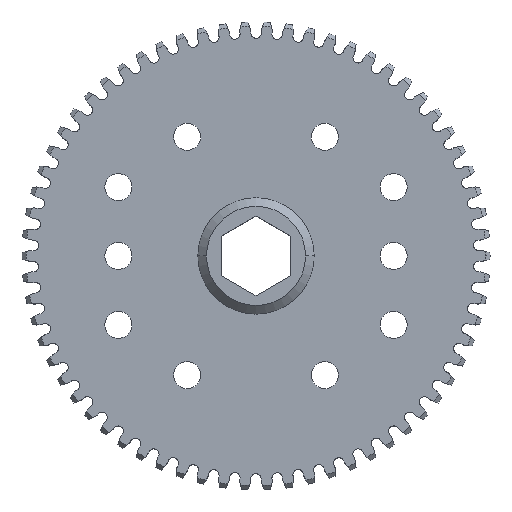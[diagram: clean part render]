
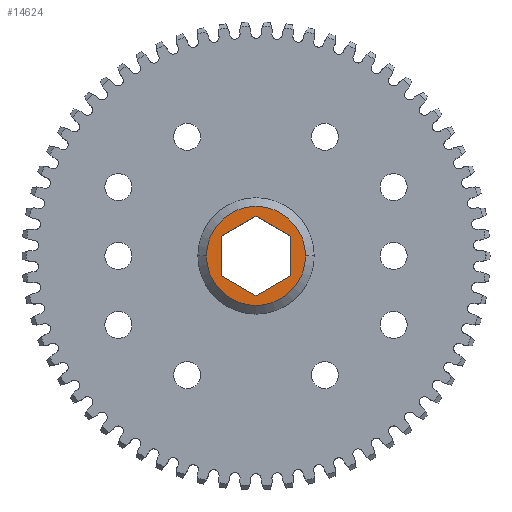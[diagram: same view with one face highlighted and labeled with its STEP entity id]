
A CAD part, top view. The second image highlights one B-rep face of the part: STEP entity #14624.
In plain terms, the highlighted planar face has unit normal (0, 0, 1).
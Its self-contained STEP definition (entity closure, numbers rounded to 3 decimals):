
#973 = LINE ( 'NONE', #20906, #17713 ) ;
#2871 = CARTESIAN_POINT ( 'NONE',  ( 0., 0., 6.35 ) ) ;
#2979 = LINE ( 'NONE', #13112, #14846 ) ;
#3580 = CARTESIAN_POINT ( 'NONE',  ( 0., -7.332, 6.35 ) ) ;
#3938 = VERTEX_POINT ( 'NONE', #28749 ) ;
#4332 = ORIENTED_EDGE ( 'NONE', *, *, #24573, .F. ) ;
#4772 = VERTEX_POINT ( 'NONE', #23925 ) ;
#4862 = CARTESIAN_POINT ( 'NONE',  ( -3.175, -5.499, 6.35 ) ) ;
#4967 = EDGE_LOOP ( 'NONE', ( #30229, #12609, #7540, #4332, #26743, #31150 ) ) ;
#5115 = DIRECTION ( 'NONE',  ( -1., 0., 0. ) ) ;
#5296 = CARTESIAN_POINT ( 'NONE',  ( 6.35, 3.666, 6.35 ) ) ;
#5367 = FACE_OUTER_BOUND ( 'NONE', #7349, .T. ) ;
#5426 = LINE ( 'NONE', #25321, #20763 ) ;
#5430 = VECTOR ( 'NONE', #12996, 1000. ) ;
#5927 = AXIS2_PLACEMENT_3D ( 'NONE', #23820, #19181, #26641 ) ;
#6874 = DIRECTION ( 'NONE',  ( -0.866, -0.5, 0. ) ) ;
#7091 = EDGE_CURVE ( 'NONE', #30905, #3938, #16430, .T. ) ;
#7349 = EDGE_LOOP ( 'NONE', ( #28538, #20338 ) ) ;
#7540 = ORIENTED_EDGE ( 'NONE', *, *, #18474, .F. ) ;
#7601 = AXIS2_PLACEMENT_3D ( 'NONE', #2871, #12994, #23111 ) ;
#9944 = DIRECTION ( 'NONE',  ( 0., 1., 0. ) ) ;
#11430 = DIRECTION ( 'NONE',  ( 0.866, 0.5, 0. ) ) ;
#11666 = EDGE_CURVE ( 'NONE', #13638, #4772, #5426, .T. ) ;
#12609 = ORIENTED_EDGE ( 'NONE', *, *, #11666, .F. ) ;
#12994 = DIRECTION ( 'NONE',  ( 0., 0., 1. ) ) ;
#12996 = DIRECTION ( 'NONE',  ( 0.866, -0.5, 0. ) ) ;
#13112 = CARTESIAN_POINT ( 'NONE',  ( 6.35, 0., 6.35 ) ) ;
#13638 = VERTEX_POINT ( 'NONE', #23713 ) ;
#14095 = CARTESIAN_POINT ( 'NONE',  ( -9.144, 0., 6.35 ) ) ;
#14266 = EDGE_CURVE ( 'NONE', #24600, #15350, #23438, .T. ) ;
#14511 = CARTESIAN_POINT ( 'NONE',  ( 9.144, 0., 6.35 ) ) ;
#14624 = ADVANCED_FACE ( 'NONE', ( #15981, #5367 ), #25607, .T. ) ;
#14846 = VECTOR ( 'NONE', #9944, 1000. ) ;
#15308 = CIRCLE ( 'NONE', #16926, 9.144 ) ;
#15350 = VERTEX_POINT ( 'NONE', #14511 ) ;
#15709 = DIRECTION ( 'NONE',  ( 0., -1., 0. ) ) ;
#15981 = FACE_BOUND ( 'NONE', #4967, .T. ) ;
#16430 = LINE ( 'NONE', #19252, #23266 ) ;
#16926 = AXIS2_PLACEMENT_3D ( 'NONE', #20554, #31020, #5115 ) ;
#17713 = VECTOR ( 'NONE', #21240, 1000. ) ;
#18474 = EDGE_CURVE ( 'NONE', #20955, #13638, #29616, .T. ) ;
#19181 = DIRECTION ( 'NONE',  ( 0., 0., -1. ) ) ;
#19252 = CARTESIAN_POINT ( 'NONE',  ( 3.175, -5.499, 6.35 ) ) ;
#19396 = EDGE_CURVE ( 'NONE', #15350, #24600, #15308, .T. ) ;
#19663 = CARTESIAN_POINT ( 'NONE',  ( -3.175, 5.499, 6.35 ) ) ;
#20338 = ORIENTED_EDGE ( 'NONE', *, *, #19396, .F. ) ;
#20366 = VERTEX_POINT ( 'NONE', #5296 ) ;
#20554 = CARTESIAN_POINT ( 'NONE',  ( 0., 0., 6.35 ) ) ;
#20763 = VECTOR ( 'NONE', #15709, 1000. ) ;
#20906 = CARTESIAN_POINT ( 'NONE',  ( 3.175, 5.499, 6.35 ) ) ;
#20955 = VERTEX_POINT ( 'NONE', #20978 ) ;
#20978 = CARTESIAN_POINT ( 'NONE',  ( 0., 7.332, 6.35 ) ) ;
#21240 = DIRECTION ( 'NONE',  ( -0.866, 0.5, 0. ) ) ;
#22858 = VECTOR ( 'NONE', #6874, 1000. ) ;
#22955 = LINE ( 'NONE', #4862, #5430 ) ;
#23111 = DIRECTION ( 'NONE',  ( 1., 0., 0. ) ) ;
#23266 = VECTOR ( 'NONE', #11430, 1000. ) ;
#23438 = CIRCLE ( 'NONE', #5927, 9.144 ) ;
#23713 = CARTESIAN_POINT ( 'NONE',  ( -6.35, 3.666, 6.35 ) ) ;
#23820 = CARTESIAN_POINT ( 'NONE',  ( 0., 0., 6.35 ) ) ;
#23925 = CARTESIAN_POINT ( 'NONE',  ( -6.35, -3.666, 6.35 ) ) ;
#24573 = EDGE_CURVE ( 'NONE', #20366, #20955, #973, .T. ) ;
#24600 = VERTEX_POINT ( 'NONE', #14095 ) ;
#25321 = CARTESIAN_POINT ( 'NONE',  ( -6.35, 0., 6.35 ) ) ;
#25607 = PLANE ( 'NONE',  #7601 ) ;
#26361 = EDGE_CURVE ( 'NONE', #3938, #20366, #2979, .T. ) ;
#26641 = DIRECTION ( 'NONE',  ( -1., 0., 0. ) ) ;
#26743 = ORIENTED_EDGE ( 'NONE', *, *, #26361, .F. ) ;
#28538 = ORIENTED_EDGE ( 'NONE', *, *, #14266, .F. ) ;
#28749 = CARTESIAN_POINT ( 'NONE',  ( 6.35, -3.666, 6.35 ) ) ;
#29616 = LINE ( 'NONE', #19663, #22858 ) ;
#30128 = EDGE_CURVE ( 'NONE', #4772, #30905, #22955, .T. ) ;
#30229 = ORIENTED_EDGE ( 'NONE', *, *, #30128, .F. ) ;
#30905 = VERTEX_POINT ( 'NONE', #3580 ) ;
#31020 = DIRECTION ( 'NONE',  ( 0., 0., -1. ) ) ;
#31150 = ORIENTED_EDGE ( 'NONE', *, *, #7091, .F. ) ;
